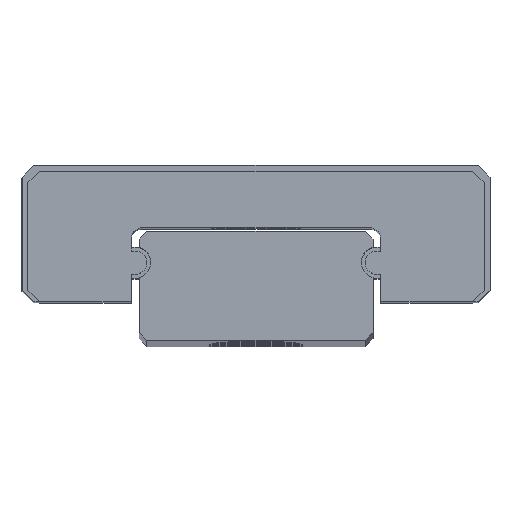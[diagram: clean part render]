
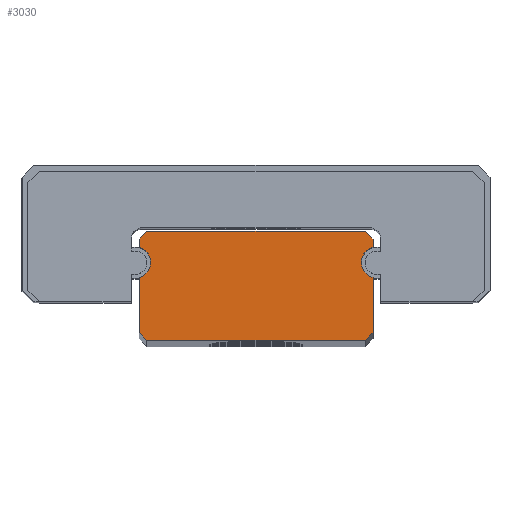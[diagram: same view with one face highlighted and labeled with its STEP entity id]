
A CAD part, top view. The second image highlights one B-rep face of the part: STEP entity #3030.
In plain terms, the highlighted planar face has unit normal (0, 0, 1).
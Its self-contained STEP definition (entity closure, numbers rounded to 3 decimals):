
#10 = LINE ( 'NONE', #1317, #2209 ) ;
#69 = CIRCLE ( 'NONE', #3196, 0.4 ) ;
#75 = DIRECTION ( 'NONE',  ( -1., 0., 0. ) ) ;
#76 = VECTOR ( 'NONE', #5156, 1000. ) ;
#113 = CARTESIAN_POINT ( 'NONE',  ( 2.8, 2.8, 15. ) ) ;
#125 = CARTESIAN_POINT ( 'NONE',  ( -3., 0.2, 15. ) ) ;
#132 = CARTESIAN_POINT ( 'NONE',  ( -3.1, 2., 15. ) ) ;
#138 = CARTESIAN_POINT ( 'NONE',  ( 3., 0.2, 15. ) ) ;
#147 = CARTESIAN_POINT ( 'NONE',  ( 3.1, 2., 15. ) ) ;
#160 = CARTESIAN_POINT ( 'NONE',  ( 3., 2.6, 15. ) ) ;
#164 = DIRECTION ( 'NONE',  ( 0., 0., 1. ) ) ;
#184 = VECTOR ( 'NONE', #4002, 1000. ) ;
#332 = DIRECTION ( 'NONE',  ( 0., 0., -1. ) ) ;
#346 = LINE ( 'NONE', #1718, #184 ) ;
#437 = AXIS2_PLACEMENT_3D ( 'NONE', #1267, #332, #3178 ) ;
#570 = EDGE_CURVE ( 'NONE', #1518, #890, #4872, .T. ) ;
#626 = CARTESIAN_POINT ( 'NONE',  ( -3., 2.6, 15. ) ) ;
#663 = DIRECTION ( 'NONE',  ( -1., 0., 0. ) ) ;
#706 = ORIENTED_EDGE ( 'NONE', *, *, #4968, .F. ) ;
#723 = CARTESIAN_POINT ( 'NONE',  ( 3., 1.613, 15. ) ) ;
#763 = ORIENTED_EDGE ( 'NONE', *, *, #3989, .F. ) ;
#842 = VECTOR ( 'NONE', #2906, 1000. ) ;
#890 = VERTEX_POINT ( 'NONE', #1329 ) ;
#892 = DIRECTION ( 'NONE',  ( -1., 0., 0. ) ) ;
#914 = CARTESIAN_POINT ( 'NONE',  ( -2.8, 2.8, 15. ) ) ;
#1073 = VERTEX_POINT ( 'NONE', #914 ) ;
#1093 = ORIENTED_EDGE ( 'NONE', *, *, #3068, .F. ) ;
#1224 = EDGE_CURVE ( 'NONE', #4087, #3761, #4422, .T. ) ;
#1226 = EDGE_CURVE ( 'NONE', #3711, #5259, #3498, .T. ) ;
#1249 = EDGE_CURVE ( 'NONE', #3363, #1518, #5365, .T. ) ;
#1254 = CARTESIAN_POINT ( 'NONE',  ( -3., 1.613, 15. ) ) ;
#1267 = CARTESIAN_POINT ( 'NONE',  ( 3., 0., 15. ) ) ;
#1317 = CARTESIAN_POINT ( 'NONE',  ( -2.8, 0., 15. ) ) ;
#1318 = CARTESIAN_POINT ( 'NONE',  ( -3., 1.613, 15. ) ) ;
#1329 = CARTESIAN_POINT ( 'NONE',  ( -2.7, 2., 15. ) ) ;
#1333 = VERTEX_POINT ( 'NONE', #5419 ) ;
#1379 = ORIENTED_EDGE ( 'NONE', *, *, #1714, .F. ) ;
#1515 = LINE ( 'NONE', #3194, #3428 ) ;
#1518 = VERTEX_POINT ( 'NONE', #1254 ) ;
#1714 = EDGE_CURVE ( 'NONE', #890, #3711, #69, .T. ) ;
#1718 = CARTESIAN_POINT ( 'NONE',  ( 2.8, 0., 15. ) ) ;
#1813 = AXIS2_PLACEMENT_3D ( 'NONE', #147, #3040, #663 ) ;
#1816 = CARTESIAN_POINT ( 'NONE',  ( 3., 2.387, 15. ) ) ;
#1947 = CARTESIAN_POINT ( 'NONE',  ( 2.8, 0., 15. ) ) ;
#2046 = VERTEX_POINT ( 'NONE', #1947 ) ;
#2159 = DIRECTION ( 'NONE',  ( -1., 0., 0. ) ) ;
#2209 = VECTOR ( 'NONE', #892, 1000. ) ;
#2220 = EDGE_CURVE ( 'NONE', #3936, #4087, #4148, .T. ) ;
#2241 = VECTOR ( 'NONE', #3009, 1000. ) ;
#2267 = VERTEX_POINT ( 'NONE', #2840 ) ;
#2274 = LINE ( 'NONE', #138, #5392 ) ;
#2366 = VECTOR ( 'NONE', #4570, 1000. ) ;
#2729 = ORIENTED_EDGE ( 'NONE', *, *, #1249, .F. ) ;
#2840 = CARTESIAN_POINT ( 'NONE',  ( 3., 0.2, 15. ) ) ;
#2902 = DIRECTION ( 'NONE',  ( -1., 0., 0. ) ) ;
#2906 = DIRECTION ( 'NONE',  ( -0.707, 0.707, 0. ) ) ;
#2917 = CARTESIAN_POINT ( 'NONE',  ( 3., 2.8, 15. ) ) ;
#2923 = EDGE_LOOP ( 'NONE', ( #5176, #1379, #3409, #2729, #4849, #706, #4976, #763, #5215, #2984, #4409, #4629, #1093 ) ) ;
#2931 = LINE ( 'NONE', #4071, #842 ) ;
#2984 = ORIENTED_EDGE ( 'NONE', *, *, #1224, .F. ) ;
#3009 = DIRECTION ( 'NONE',  ( 0.707, -0.707, 0. ) ) ;
#3022 = CARTESIAN_POINT ( 'NONE',  ( -3.1, 2., 15. ) ) ;
#3030 = ADVANCED_FACE ( 'NONE', ( #4780 ), #5275, .F. ) ;
#3040 = DIRECTION ( 'NONE',  ( 0., 0., 1. ) ) ;
#3061 = DIRECTION ( 'NONE',  ( 0., 0., 1. ) ) ;
#3068 = EDGE_CURVE ( 'NONE', #5259, #1073, #1515, .T. ) ;
#3151 = EDGE_CURVE ( 'NONE', #1333, #3363, #2931, .T. ) ;
#3178 = DIRECTION ( 'NONE',  ( -1., 0., 0. ) ) ;
#3194 = CARTESIAN_POINT ( 'NONE',  ( -2.8, 2.8, 15. ) ) ;
#3196 = AXIS2_PLACEMENT_3D ( 'NONE', #132, #164, #75 ) ;
#3363 = VERTEX_POINT ( 'NONE', #125 ) ;
#3409 = ORIENTED_EDGE ( 'NONE', *, *, #570, .F. ) ;
#3428 = VECTOR ( 'NONE', #5313, 1000. ) ;
#3433 = DIRECTION ( 'NONE',  ( 0., -1., 0. ) ) ;
#3498 = LINE ( 'NONE', #4880, #76 ) ;
#3674 = CARTESIAN_POINT ( 'NONE',  ( -3., 2.387, 15. ) ) ;
#3691 = CARTESIAN_POINT ( 'NONE',  ( 3., 2.6, 15. ) ) ;
#3707 = LINE ( 'NONE', #2917, #4844 ) ;
#3711 = VERTEX_POINT ( 'NONE', #3674 ) ;
#3733 = EDGE_CURVE ( 'NONE', #3936, #1073, #3707, .T. ) ;
#3761 = VERTEX_POINT ( 'NONE', #1816 ) ;
#3936 = VERTEX_POINT ( 'NONE', #113 ) ;
#3989 = EDGE_CURVE ( 'NONE', #4129, #2267, #2274, .T. ) ;
#4002 = DIRECTION ( 'NONE',  ( -0.707, -0.707, 0. ) ) ;
#4071 = CARTESIAN_POINT ( 'NONE',  ( -3., 0.2, 15. ) ) ;
#4087 = VERTEX_POINT ( 'NONE', #160 ) ;
#4129 = VERTEX_POINT ( 'NONE', #723 ) ;
#4148 = LINE ( 'NONE', #3691, #2241 ) ;
#4165 = VECTOR ( 'NONE', #4813, 1000. ) ;
#4277 = EDGE_CURVE ( 'NONE', #2267, #2046, #346, .T. ) ;
#4409 = ORIENTED_EDGE ( 'NONE', *, *, #2220, .F. ) ;
#4422 = LINE ( 'NONE', #4670, #2366 ) ;
#4570 = DIRECTION ( 'NONE',  ( 0., -1., 0. ) ) ;
#4629 = ORIENTED_EDGE ( 'NONE', *, *, #3733, .T. ) ;
#4670 = CARTESIAN_POINT ( 'NONE',  ( 3., 2.387, 15. ) ) ;
#4780 = FACE_OUTER_BOUND ( 'NONE', #2923, .T. ) ;
#4813 = DIRECTION ( 'NONE',  ( 0., 1., 0. ) ) ;
#4844 = VECTOR ( 'NONE', #2159, 1000. ) ;
#4849 = ORIENTED_EDGE ( 'NONE', *, *, #3151, .F. ) ;
#4872 = CIRCLE ( 'NONE', #5435, 0.4 ) ;
#4880 = CARTESIAN_POINT ( 'NONE',  ( -3., 2.6, 15. ) ) ;
#4968 = EDGE_CURVE ( 'NONE', #2046, #1333, #10, .T. ) ;
#4976 = ORIENTED_EDGE ( 'NONE', *, *, #4277, .F. ) ;
#5156 = DIRECTION ( 'NONE',  ( 0., 1., 0. ) ) ;
#5176 = ORIENTED_EDGE ( 'NONE', *, *, #1226, .F. ) ;
#5215 = ORIENTED_EDGE ( 'NONE', *, *, #5332, .F. ) ;
#5259 = VERTEX_POINT ( 'NONE', #626 ) ;
#5275 = PLANE ( 'NONE',  #437 ) ;
#5313 = DIRECTION ( 'NONE',  ( 0.707, 0.707, 0. ) ) ;
#5332 = EDGE_CURVE ( 'NONE', #3761, #4129, #5380, .T. ) ;
#5365 = LINE ( 'NONE', #1318, #4165 ) ;
#5380 = CIRCLE ( 'NONE', #1813, 0.4 ) ;
#5392 = VECTOR ( 'NONE', #3433, 1000. ) ;
#5419 = CARTESIAN_POINT ( 'NONE',  ( -2.8, 0., 15. ) ) ;
#5435 = AXIS2_PLACEMENT_3D ( 'NONE', #3022, #3061, #2902 ) ;
